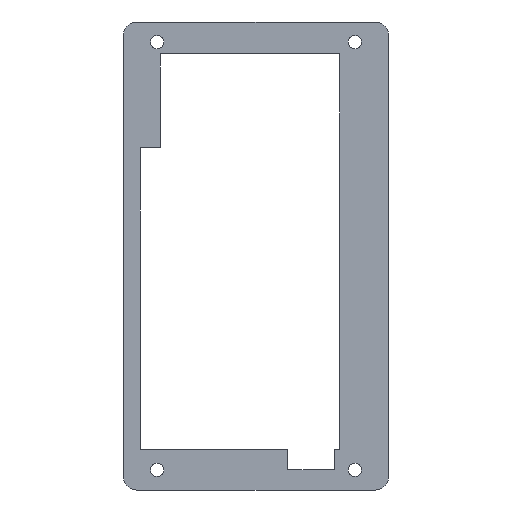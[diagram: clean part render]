
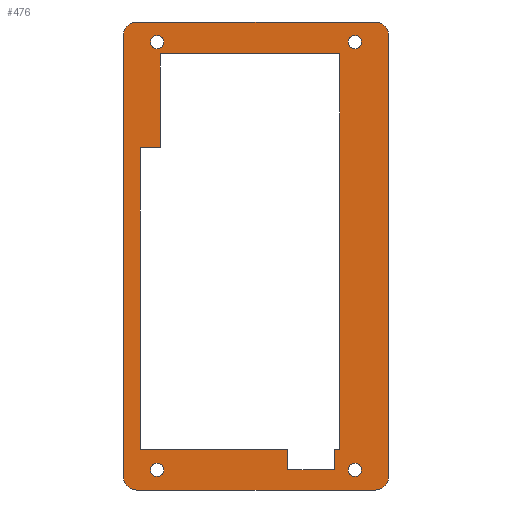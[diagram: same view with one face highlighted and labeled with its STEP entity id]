
A CAD part, front view. The second image highlights one B-rep face of the part: STEP entity #476.
In plain terms, the highlighted planar face has unit normal (0, -1, 0).
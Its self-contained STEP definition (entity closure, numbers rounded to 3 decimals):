
#24=FACE_BOUND('',#82,.T.);
#25=FACE_BOUND('',#83,.T.);
#26=FACE_BOUND('',#84,.T.);
#27=FACE_BOUND('',#85,.T.);
#28=FACE_BOUND('',#86,.T.);
#33=PLANE('',#526);
#52=FACE_OUTER_BOUND('',#81,.T.);
#81=EDGE_LOOP('',(#375,#376,#377,#378,#379,#380,#381,#382));
#82=EDGE_LOOP('',(#383,#384,#385,#386,#387,#388,#389,#390,#391,#392));
#83=EDGE_LOOP('',(#393));
#84=EDGE_LOOP('',(#394));
#85=EDGE_LOOP('',(#395));
#86=EDGE_LOOP('',(#396));
#107=LINE('',#701,#157);
#123=LINE('',#750,#173);
#125=LINE('',#753,#175);
#127=LINE('',#760,#177);
#128=LINE('',#764,#178);
#129=LINE('',#766,#179);
#130=LINE('',#768,#180);
#131=LINE('',#770,#181);
#132=LINE('',#772,#182);
#133=LINE('',#774,#183);
#134=LINE('',#776,#184);
#135=LINE('',#778,#185);
#136=LINE('',#780,#186);
#137=LINE('',#781,#187);
#157=VECTOR('',#565,10.);
#173=VECTOR('',#603,10.);
#175=VECTOR('',#607,10.);
#177=VECTOR('',#615,10.);
#178=VECTOR('',#618,10.);
#179=VECTOR('',#619,10.);
#180=VECTOR('',#620,10.);
#181=VECTOR('',#621,10.);
#182=VECTOR('',#622,10.);
#183=VECTOR('',#623,10.);
#184=VECTOR('',#624,10.);
#185=VECTOR('',#625,10.);
#186=VECTOR('',#626,10.);
#187=VECTOR('',#627,10.);
#203=CIRCLE('',#509,4.);
#212=CIRCLE('',#521,4.);
#213=CIRCLE('',#525,4.);
#214=CIRCLE('',#527,4.);
#215=CIRCLE('',#528,1.95);
#216=CIRCLE('',#529,1.95);
#217=CIRCLE('',#530,1.95);
#218=CIRCLE('',#531,1.95);
#219=VERTEX_POINT('',#688);
#220=VERTEX_POINT('',#689);
#224=VERTEX_POINT('',#699);
#244=VERTEX_POINT('',#743);
#245=VERTEX_POINT('',#744);
#246=VERTEX_POINT('',#749);
#247=VERTEX_POINT('',#755);
#248=VERTEX_POINT('',#759);
#249=VERTEX_POINT('',#762);
#250=VERTEX_POINT('',#763);
#251=VERTEX_POINT('',#765);
#252=VERTEX_POINT('',#767);
#253=VERTEX_POINT('',#769);
#254=VERTEX_POINT('',#771);
#255=VERTEX_POINT('',#773);
#256=VERTEX_POINT('',#775);
#257=VERTEX_POINT('',#777);
#258=VERTEX_POINT('',#779);
#259=VERTEX_POINT('',#782);
#260=VERTEX_POINT('',#784);
#261=VERTEX_POINT('',#786);
#262=VERTEX_POINT('',#788);
#263=EDGE_CURVE('',#219,#220,#203,.T.);
#269=EDGE_CURVE('',#224,#219,#107,.T.);
#290=EDGE_CURVE('',#244,#245,#212,.T.);
#293=EDGE_CURVE('',#245,#246,#123,.T.);
#295=EDGE_CURVE('',#244,#220,#125,.T.);
#297=EDGE_CURVE('',#247,#224,#213,.T.);
#298=EDGE_CURVE('',#248,#247,#127,.F.);
#299=EDGE_CURVE('',#246,#248,#214,.T.);
#300=EDGE_CURVE('',#249,#250,#128,.T.);
#301=EDGE_CURVE('',#250,#251,#129,.T.);
#302=EDGE_CURVE('',#251,#252,#130,.T.);
#303=EDGE_CURVE('',#252,#253,#131,.T.);
#304=EDGE_CURVE('',#253,#254,#132,.T.);
#305=EDGE_CURVE('',#254,#255,#133,.T.);
#306=EDGE_CURVE('',#255,#256,#134,.T.);
#307=EDGE_CURVE('',#256,#257,#135,.T.);
#308=EDGE_CURVE('',#257,#258,#136,.T.);
#309=EDGE_CURVE('',#258,#249,#137,.T.);
#310=EDGE_CURVE('',#259,#259,#215,.T.);
#311=EDGE_CURVE('',#260,#260,#216,.T.);
#312=EDGE_CURVE('',#261,#261,#217,.T.);
#313=EDGE_CURVE('',#262,#262,#218,.T.);
#375=ORIENTED_EDGE('',*,*,#263,.F.);
#376=ORIENTED_EDGE('',*,*,#269,.F.);
#377=ORIENTED_EDGE('',*,*,#297,.F.);
#378=ORIENTED_EDGE('',*,*,#298,.F.);
#379=ORIENTED_EDGE('',*,*,#299,.F.);
#380=ORIENTED_EDGE('',*,*,#293,.F.);
#381=ORIENTED_EDGE('',*,*,#290,.F.);
#382=ORIENTED_EDGE('',*,*,#295,.T.);
#383=ORIENTED_EDGE('',*,*,#300,.T.);
#384=ORIENTED_EDGE('',*,*,#301,.T.);
#385=ORIENTED_EDGE('',*,*,#302,.T.);
#386=ORIENTED_EDGE('',*,*,#303,.T.);
#387=ORIENTED_EDGE('',*,*,#304,.T.);
#388=ORIENTED_EDGE('',*,*,#305,.T.);
#389=ORIENTED_EDGE('',*,*,#306,.T.);
#390=ORIENTED_EDGE('',*,*,#307,.T.);
#391=ORIENTED_EDGE('',*,*,#308,.T.);
#392=ORIENTED_EDGE('',*,*,#309,.T.);
#393=ORIENTED_EDGE('',*,*,#310,.T.);
#394=ORIENTED_EDGE('',*,*,#311,.T.);
#395=ORIENTED_EDGE('',*,*,#312,.T.);
#396=ORIENTED_EDGE('',*,*,#313,.T.);
#476=ADVANCED_FACE('',(#52,#24,#25,#26,#27,#28),#33,.F.);
#509=AXIS2_PLACEMENT_3D('',#690,#555,#556);
#521=AXIS2_PLACEMENT_3D('',#745,#597,#598);
#525=AXIS2_PLACEMENT_3D('',#757,#611,#612);
#526=AXIS2_PLACEMENT_3D('',#758,#613,#614);
#527=AXIS2_PLACEMENT_3D('',#761,#616,#617);
#528=AXIS2_PLACEMENT_3D('',#783,#628,#629);
#529=AXIS2_PLACEMENT_3D('',#785,#630,#631);
#530=AXIS2_PLACEMENT_3D('',#787,#632,#633);
#531=AXIS2_PLACEMENT_3D('',#789,#634,#635);
#555=DIRECTION('center_axis',(0.,1.,0.));
#556=DIRECTION('ref_axis',(-0.707,0.,-0.707));
#565=DIRECTION('',(-1.,0.,0.));
#597=DIRECTION('center_axis',(0.,1.,0.));
#598=DIRECTION('ref_axis',(-0.707,0.,0.707));
#603=DIRECTION('',(1.,0.,0.));
#607=DIRECTION('',(0.,0.,-1.));
#611=DIRECTION('center_axis',(0.,1.,0.));
#612=DIRECTION('ref_axis',(0.707,0.,-0.707));
#613=DIRECTION('center_axis',(0.,1.,0.));
#614=DIRECTION('ref_axis',(1.,0.,0.));
#615=DIRECTION('',(0.,0.,1.));
#616=DIRECTION('center_axis',(0.,1.,0.));
#617=DIRECTION('ref_axis',(0.707,0.,0.707));
#618=DIRECTION('',(0.,0.,1.));
#619=DIRECTION('',(-1.,0.,0.));
#620=DIRECTION('',(0.,0.,1.));
#621=DIRECTION('',(1.,0.,0.));
#622=DIRECTION('',(0.,0.,1.));
#623=DIRECTION('',(1.,0.,0.));
#624=DIRECTION('',(0.,0.,-1.));
#625=DIRECTION('',(-1.,0.,0.));
#626=DIRECTION('',(0.,0.,-1.));
#627=DIRECTION('',(-1.,0.,0.));
#628=DIRECTION('center_axis',(0.,1.,0.));
#629=DIRECTION('ref_axis',(-1.,0.,0.));
#630=DIRECTION('center_axis',(0.,1.,0.));
#631=DIRECTION('ref_axis',(-1.,0.,0.));
#632=DIRECTION('center_axis',(0.,1.,0.));
#633=DIRECTION('ref_axis',(-1.,0.,0.));
#634=DIRECTION('center_axis',(0.,1.,0.));
#635=DIRECTION('ref_axis',(-1.,0.,0.));
#688=CARTESIAN_POINT('',(2.,0.,-136.));
#689=CARTESIAN_POINT('',(-2.,0.,-132.));
#690=CARTESIAN_POINT('Origin',(2.,0.,-132.));
#699=CARTESIAN_POINT('',(73.,0.,-136.));
#701=CARTESIAN_POINT('',(50.25,0.,-136.));
#743=CARTESIAN_POINT('',(-2.,0.,-0.5));
#744=CARTESIAN_POINT('',(2.,0.,3.5));
#745=CARTESIAN_POINT('Origin',(2.,0.,-0.5));
#749=CARTESIAN_POINT('',(73.,0.,3.5));
#750=CARTESIAN_POINT('',(16.75,0.,3.5));
#753=CARTESIAN_POINT('',(-2.,0.,0.));
#755=CARTESIAN_POINT('',(77.,0.,-132.));
#757=CARTESIAN_POINT('Origin',(73.,0.,-132.));
#758=CARTESIAN_POINT('Origin',(33.5,0.,-80.5));
#759=CARTESIAN_POINT('',(77.,0.,-0.5));
#760=CARTESIAN_POINT('',(77.,0.,-40.25));
#761=CARTESIAN_POINT('Origin',(73.,0.,-0.5));
#762=CARTESIAN_POINT('',(46.95,0.,-130.));
#763=CARTESIAN_POINT('',(46.95,0.,-124.));
#764=CARTESIAN_POINT('',(46.95,0.,-103.25));
#765=CARTESIAN_POINT('',(3.,0.,-124.));
#766=CARTESIAN_POINT('',(18.25,0.,-124.));
#767=CARTESIAN_POINT('',(3.,0.,-34.));
#768=CARTESIAN_POINT('',(3.,0.,-56.25));
#769=CARTESIAN_POINT('',(9.,0.,-34.));
#770=CARTESIAN_POINT('',(48.,0.,-34.));
#771=CARTESIAN_POINT('',(9.,0.,-6.));
#772=CARTESIAN_POINT('',(9.,0.,-43.25));
#773=CARTESIAN_POINT('',(62.5,0.,-6.));
#774=CARTESIAN_POINT('',(48.,0.,-6.));
#775=CARTESIAN_POINT('',(62.5,0.,-124.));
#776=CARTESIAN_POINT('',(62.5,0.,-56.25));
#777=CARTESIAN_POINT('',(60.95,0.,-124.));
#778=CARTESIAN_POINT('',(18.25,0.,-124.));
#779=CARTESIAN_POINT('',(60.95,0.,-130.));
#780=CARTESIAN_POINT('',(60.95,0.,-105.25));
#781=CARTESIAN_POINT('',(42.225,0.,-130.));
#782=CARTESIAN_POINT('',(68.95,0.,-2.5));
#783=CARTESIAN_POINT('Origin',(67.,0.,-2.5));
#784=CARTESIAN_POINT('',(9.95,0.,-2.5));
#785=CARTESIAN_POINT('Origin',(8.,0.,-2.5));
#786=CARTESIAN_POINT('',(68.95,0.,-130.));
#787=CARTESIAN_POINT('Origin',(67.,0.,-130.));
#788=CARTESIAN_POINT('',(9.95,0.,-130.));
#789=CARTESIAN_POINT('Origin',(8.,0.,-130.));
